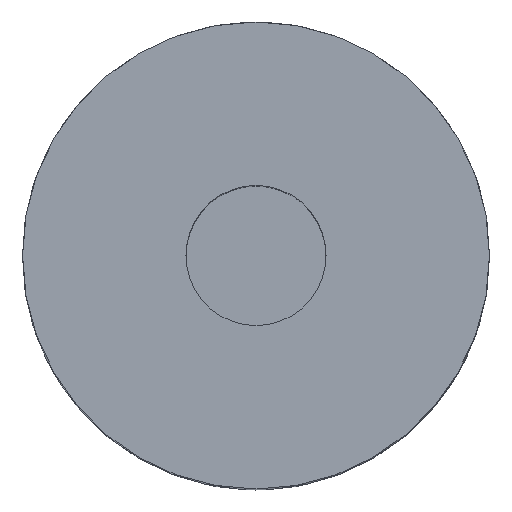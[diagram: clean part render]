
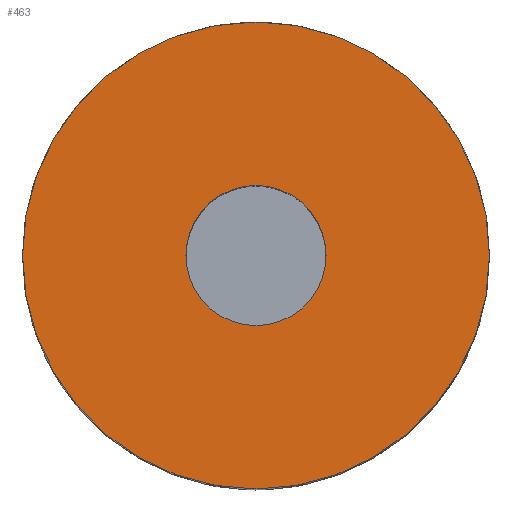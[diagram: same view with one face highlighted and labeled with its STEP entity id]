
A CAD part, top view. The second image highlights one B-rep face of the part: STEP entity #463.
In plain terms, the highlighted planar face has unit normal (0, 0, 1).
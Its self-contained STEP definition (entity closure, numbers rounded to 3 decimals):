
#11 = EDGE_CURVE ( 'NONE', #474, #92, #392, .T. ) ;
#17 = EDGE_LOOP ( 'NONE', ( #826, #73 ) ) ;
#32 = EDGE_LOOP ( 'NONE', ( #855, #116 ) ) ;
#36 = DIRECTION ( 'NONE',  ( 1., 0., 0. ) ) ;
#73 = ORIENTED_EDGE ( 'NONE', *, *, #408, .F. ) ;
#91 = DIRECTION ( 'NONE',  ( 0., 0., 1. ) ) ;
#92 = VERTEX_POINT ( 'NONE', #807 ) ;
#113 = PLANE ( 'NONE',  #614 ) ;
#116 = ORIENTED_EDGE ( 'NONE', *, *, #11, .T. ) ;
#117 = CIRCLE ( 'NONE', #871, 6. ) ;
#124 = CARTESIAN_POINT ( 'NONE',  ( 0., 0., 50. ) ) ;
#172 = AXIS2_PLACEMENT_3D ( 'NONE', #624, #327, #36 ) ;
#213 = DIRECTION ( 'NONE',  ( 0., 0., 1. ) ) ;
#218 = CARTESIAN_POINT ( 'NONE',  ( 6., 0., 50. ) ) ;
#256 = DIRECTION ( 'NONE',  ( 0., 0., 1. ) ) ;
#272 = VERTEX_POINT ( 'NONE', #929 ) ;
#308 = DIRECTION ( 'NONE',  ( 1., 0., 0. ) ) ;
#327 = DIRECTION ( 'NONE',  ( 0., 0., 1. ) ) ;
#339 = CIRCLE ( 'NONE', #172, 20. ) ;
#341 = AXIS2_PLACEMENT_3D ( 'NONE', #828, #91, #308 ) ;
#362 = DIRECTION ( 'NONE',  ( 1., 0., 0. ) ) ;
#376 = EDGE_CURVE ( 'NONE', #92, #474, #339, .T. ) ;
#392 = CIRCLE ( 'NONE', #633, 20. ) ;
#400 = CARTESIAN_POINT ( 'NONE',  ( 20., 0., 50. ) ) ;
#407 = DIRECTION ( 'NONE',  ( 0., 0., -1. ) ) ;
#408 = EDGE_CURVE ( 'NONE', #272, #569, #117, .T. ) ;
#415 = DIRECTION ( 'NONE',  ( 1., 0., 0. ) ) ;
#463 = ADVANCED_FACE ( 'NONE', ( #760, #685 ), #113, .F. ) ;
#474 = VERTEX_POINT ( 'NONE', #839 ) ;
#569 = VERTEX_POINT ( 'NONE', #218 ) ;
#614 = AXIS2_PLACEMENT_3D ( 'NONE', #400, #407, #688 ) ;
#624 = CARTESIAN_POINT ( 'NONE',  ( 0., 0., 50. ) ) ;
#633 = AXIS2_PLACEMENT_3D ( 'NONE', #873, #213, #362 ) ;
#685 = FACE_OUTER_BOUND ( 'NONE', #32, .T. ) ;
#688 = DIRECTION ( 'NONE',  ( -1., 0., 0. ) ) ;
#760 = FACE_BOUND ( 'NONE', #17, .T. ) ;
#792 = EDGE_CURVE ( 'NONE', #569, #272, #872, .T. ) ;
#807 = CARTESIAN_POINT ( 'NONE',  ( 20., 0., 50. ) ) ;
#826 = ORIENTED_EDGE ( 'NONE', *, *, #792, .F. ) ;
#828 = CARTESIAN_POINT ( 'NONE',  ( 0., 0., 50. ) ) ;
#839 = CARTESIAN_POINT ( 'NONE',  ( -20., 0., 50. ) ) ;
#855 = ORIENTED_EDGE ( 'NONE', *, *, #376, .T. ) ;
#871 = AXIS2_PLACEMENT_3D ( 'NONE', #124, #256, #415 ) ;
#872 = CIRCLE ( 'NONE', #341, 6. ) ;
#873 = CARTESIAN_POINT ( 'NONE',  ( 0., 0., 50. ) ) ;
#929 = CARTESIAN_POINT ( 'NONE',  ( -6., 0., 50. ) ) ;
